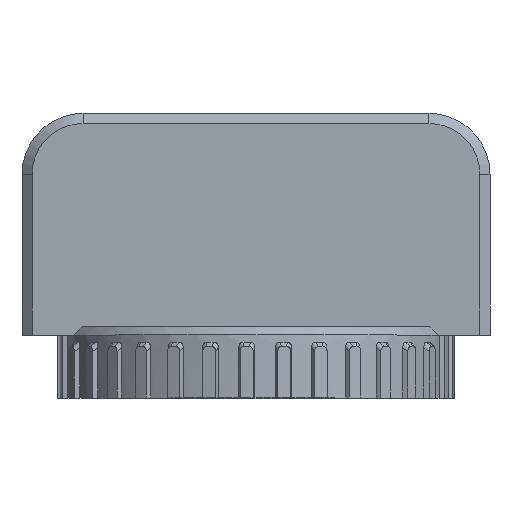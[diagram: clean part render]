
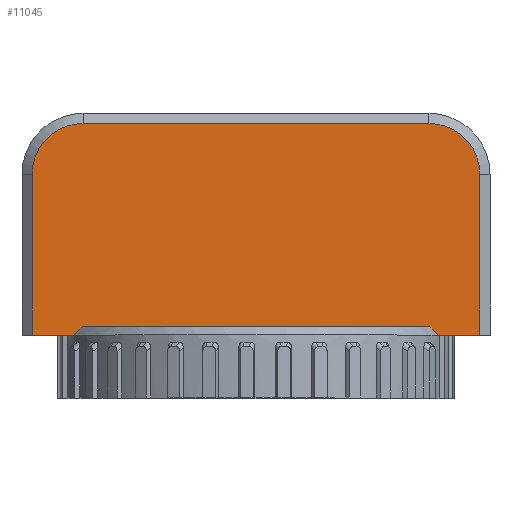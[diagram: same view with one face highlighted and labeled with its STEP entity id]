
A CAD part, top view. The second image highlights one B-rep face of the part: STEP entity #11045.
In plain terms, the highlighted planar face has unit normal (0, 0, 1).
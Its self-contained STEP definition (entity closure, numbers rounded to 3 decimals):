
#380=CARTESIAN_POINT('',(40.093,7.,-13.418));
#381=CARTESIAN_POINT('',(40.185,6.914,-13.418));
#382=CARTESIAN_POINT('',(40.37,6.74,-13.418));
#383=CARTESIAN_POINT('',(40.653,6.474,-13.418));
#384=CARTESIAN_POINT('',(40.845,6.292,-13.418));
#385=CARTESIAN_POINT('',(40.943,6.2,-13.418));
#397=CARTESIAN_POINT('',(5.057,6.2,-13.418));
#398=CARTESIAN_POINT('',(5.155,6.292,-13.418));
#399=CARTESIAN_POINT('',(5.347,6.474,-13.418));
#400=CARTESIAN_POINT('',(5.63,6.74,-13.418));
#401=CARTESIAN_POINT('',(5.815,6.914,-13.418));
#402=CARTESIAN_POINT('',(5.907,7.,-13.418));
#558=DIRECTION('',(-1.,0.,0.));
#559=VECTOR('',#558,4.057);
#560=CARTESIAN_POINT('',(45.,6.2,-13.418));
#561=LINE('',#560,#559);
#562=DIRECTION('',(-1.,0.,0.));
#563=VECTOR('',#562,34.186);
#564=CARTESIAN_POINT('',(40.093,7.,-13.418));
#565=LINE('',#564,#563);
#566=DIRECTION('',(-1.,0.,0.));
#567=VECTOR('',#566,4.057);
#568=CARTESIAN_POINT('',(5.057,6.2,-13.418));
#569=LINE('',#568,#567);
#570=DIRECTION('',(0.,1.,0.));
#571=VECTOR('',#570,15.8);
#572=CARTESIAN_POINT('',(1.,6.2,-13.418));
#573=LINE('',#572,#571);
#574=CARTESIAN_POINT('',(6.,22.,-13.418));
#575=DIRECTION('',(0.,0.,-1.));
#576=DIRECTION('',(-1.,0.,0.));
#577=AXIS2_PLACEMENT_3D('',#574,#575,#576);
#579=CARTESIAN_POINT('',(40.,22.,-13.418));
#580=DIRECTION('',(0.,0.,-1.));
#581=DIRECTION('',(0.,1.,0.));
#582=AXIS2_PLACEMENT_3D('',#579,#580,#581);
#5683=DIRECTION('',(0.,1.,0.));
#5684=VECTOR('',#5683,15.8);
#5685=CARTESIAN_POINT('',(45.,6.2,-13.418));
#5686=LINE('',#5685,#5684);
#5746=DIRECTION('',(-1.,0.,0.));
#5747=VECTOR('',#5746,34.);
#5748=CARTESIAN_POINT('',(40.,27.,-13.418));
#5749=LINE('',#5748,#5747);
#8565=CARTESIAN_POINT('',(5.057,6.2,-13.418));
#8567=VERTEX_POINT('',#8565);
#8569=CARTESIAN_POINT('',(40.943,6.2,-13.418));
#8571=VERTEX_POINT('',#8569);
#8721=CARTESIAN_POINT('',(45.,6.2,-13.418));
#8722=VERTEX_POINT('',#8721);
#8747=CARTESIAN_POINT('',(1.,6.2,-13.418));
#8748=VERTEX_POINT('',#8747);
#8753=VERTEX_POINT('',#380);
#8754=CARTESIAN_POINT('',(5.907,7.,-13.418));
#8755=VERTEX_POINT('',#8754);
#8756=CARTESIAN_POINT('',(1.,22.,-13.418));
#8757=VERTEX_POINT('',#8756);
#8758=CARTESIAN_POINT('',(6.,27.,-13.418));
#8759=VERTEX_POINT('',#8758);
#8760=CARTESIAN_POINT('',(40.,27.,-13.418));
#8761=VERTEX_POINT('',#8760);
#8762=CARTESIAN_POINT('',(45.,22.,-13.418));
#8763=VERTEX_POINT('',#8762);
#11022=CARTESIAN_POINT('',(0.,7.,-13.418));
#11023=DIRECTION('',(0.,0.,1.));
#11024=DIRECTION('',(1.,0.,0.));
#11025=AXIS2_PLACEMENT_3D('',#11022,#11023,#11024);
#11026=PLANE('',#11025);
#11028=ORIENTED_EDGE('',*,*,#11027,.T.);
#11029=ORIENTED_EDGE('',*,*,#10665,.F.);
#11030=ORIENTED_EDGE('',*,*,#10681,.T.);
#11031=ORIENTED_EDGE('',*,*,#10669,.F.);
#11032=ORIENTED_EDGE('',*,*,#10340,.T.);
#11034=ORIENTED_EDGE('',*,*,#11033,.T.);
#11036=ORIENTED_EDGE('',*,*,#11035,.T.);
#11038=ORIENTED_EDGE('',*,*,#11037,.F.);
#11040=ORIENTED_EDGE('',*,*,#11039,.T.);
#11042=ORIENTED_EDGE('',*,*,#11041,.F.);
#11043=EDGE_LOOP('',(#11028,#11029,#11030,#11031,#11032,#11034,#11036,#11038,
#11040,#11042));
#11044=FACE_OUTER_BOUND('',#11043,.F.);
#11045=ADVANCED_FACE('',(#11044),#11026,.T.);
#386=B_SPLINE_CURVE_WITH_KNOTS('',3,(#380,#381,#382,#383,#384,#385),
.UNSPECIFIED.,.F.,.F.,(4,1,1,4),(0.,0.333,0.667,1.),
.UNSPECIFIED.);
#403=B_SPLINE_CURVE_WITH_KNOTS('',3,(#397,#398,#399,#400,#401,#402),
.UNSPECIFIED.,.F.,.F.,(4,1,1,4),(0.,0.333,0.667,1.),
.UNSPECIFIED.);
#578=CIRCLE('',#577,5.);
#583=CIRCLE('',#582,5.);
#10340=EDGE_CURVE('',#8567,#8748,#569,.T.);
#10665=EDGE_CURVE('',#8753,#8571,#386,.T.);
#10669=EDGE_CURVE('',#8567,#8755,#403,.T.);
#10681=EDGE_CURVE('',#8753,#8755,#565,.T.);
#11027=EDGE_CURVE('',#8722,#8571,#561,.T.);
#11033=EDGE_CURVE('',#8748,#8757,#573,.T.);
#11035=EDGE_CURVE('',#8757,#8759,#578,.T.);
#11037=EDGE_CURVE('',#8761,#8759,#5749,.T.);
#11039=EDGE_CURVE('',#8761,#8763,#583,.T.);
#11041=EDGE_CURVE('',#8722,#8763,#5686,.T.);
